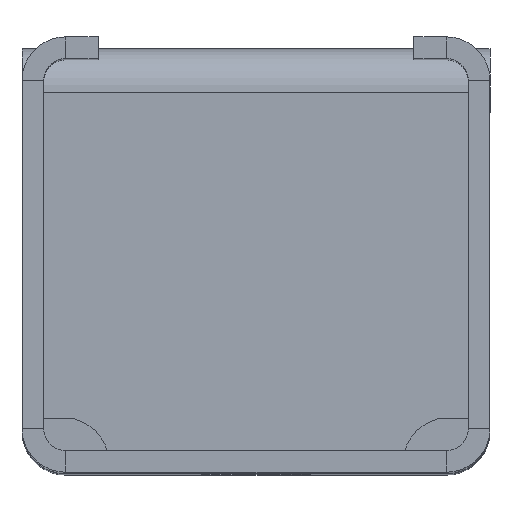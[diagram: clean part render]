
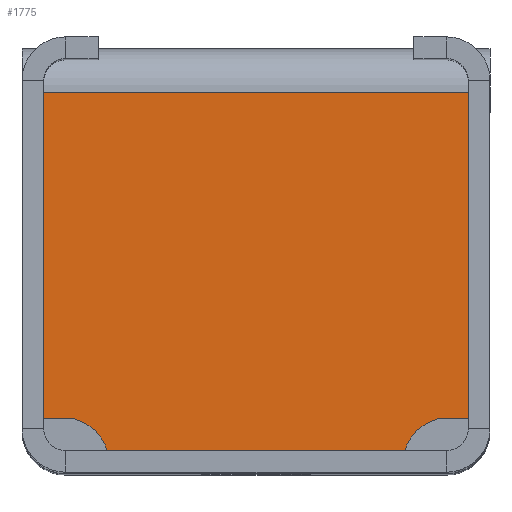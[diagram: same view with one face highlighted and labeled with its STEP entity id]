
A CAD part, top view. The second image highlights one B-rep face of the part: STEP entity #1775.
In plain terms, the highlighted planar face has unit normal (0, 0, 1).
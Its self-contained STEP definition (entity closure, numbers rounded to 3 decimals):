
#1283=CARTESIAN_POINT('',(-13.851,0.,-30.));
#1284=VERTEX_POINT('',#1283);
#1291=CARTESIAN_POINT('',(-13.5,0.544,-30.));
#1292=VERTEX_POINT('',#1291);
#1293=CARTESIAN_POINT('',(-14.174,0.594,-30.));
#1294=DIRECTION('',(0.0,0.0,-1.0));
#1295=DIRECTION('',(0.478,-0.878,0.0));
#1296=AXIS2_PLACEMENT_3D('',#1293,#1294,#1295);
#1297=CIRCLE('',#1296,0.676);
#1298=EDGE_CURVE('',#1292,#1284,#1297,.T.);
#1324=CARTESIAN_POINT('',(-16.692,5.,-30.));
#1325=VERTEX_POINT('',#1324);
#1326=CARTESIAN_POINT('',(-17.767,0.859,-30.));
#1327=DIRECTION('',(0.0,0.0,-1.0));
#1328=DIRECTION('',(0.997,-0.074,0.0));
#1329=AXIS2_PLACEMENT_3D('',#1326,#1327,#1328);
#1330=CIRCLE('',#1329,4.278);
#1331=EDGE_CURVE('',#1325,#1292,#1330,.T.);
#1356=CARTESIAN_POINT('',(-21.5,5.,-30.));
#1357=VERTEX_POINT('',#1356);
#1358=CARTESIAN_POINT('',(-21.5,5.,-30.));
#1359=DIRECTION('',(1.0,0.0,0.0));
#1360=VECTOR('',#1359,4.808);
#1361=LINE('',#1358,#1360);
#1362=EDGE_CURVE('',#1357,#1325,#1361,.T.);
#1389=CARTESIAN_POINT('',(13.5,0.544,-30.));
#1390=VERTEX_POINT('',#1389);
#1397=CARTESIAN_POINT('',(13.851,0.,-30.));
#1398=VERTEX_POINT('',#1397);
#1399=CARTESIAN_POINT('',(14.174,0.594,-30.));
#1400=DIRECTION('',(0.0,0.0,-1.0));
#1401=DIRECTION('',(-0.997,-0.074,0.0));
#1402=AXIS2_PLACEMENT_3D('',#1399,#1400,#1401);
#1403=CIRCLE('',#1402,0.676);
#1404=EDGE_CURVE('',#1398,#1390,#1403,.T.);
#1429=CARTESIAN_POINT('',(16.692,5.,-30.));
#1430=VERTEX_POINT('',#1429);
#1437=CARTESIAN_POINT('',(17.767,0.859,-30.));
#1438=DIRECTION('',(0.0,0.0,-1.0));
#1439=DIRECTION('',(-0.251,0.968,0.0));
#1440=AXIS2_PLACEMENT_3D('',#1437,#1438,#1439);
#1441=CIRCLE('',#1440,4.278);
#1442=EDGE_CURVE('',#1390,#1430,#1441,.T.);
#1461=CARTESIAN_POINT('',(21.5,5.,-30.));
#1462=VERTEX_POINT('',#1461);
#1469=CARTESIAN_POINT('',(16.692,5.0,-30.));
#1470=DIRECTION('',(1.0,0.0,0.0));
#1471=VECTOR('',#1470,4.808);
#1472=LINE('',#1469,#1471);
#1473=EDGE_CURVE('',#1430,#1462,#1472,.T.);
#1485=CARTESIAN_POINT('',(-21.5,35.,-30.0));
#1486=VERTEX_POINT('',#1485);
#1487=CARTESIAN_POINT('',(-21.5,5.,-30.0));
#1488=DIRECTION('',(0.0,1.0,0.0));
#1489=VECTOR('',#1488,30.);
#1490=LINE('',#1487,#1489);
#1491=EDGE_CURVE('',#1357,#1486,#1490,.T.);
#1741=CARTESIAN_POINT('',(0.,19.935,-30.));
#1742=DIRECTION('',(0.0,0.0,1.0));
#1743=DIRECTION('',(1.0,0.0,0.0));
#1744=AXIS2_PLACEMENT_3D('',#1741,#1742,#1743);
#1745=PLANE('',#1744);
#1746=ORIENTED_EDGE('',*,*,#1298,.T.);
#1747=CARTESIAN_POINT('',(13.851,0.,-30.0));
#1748=DIRECTION('',(-1.0,0.0,0.0));
#1749=VECTOR('',#1748,27.702);
#1750=LINE('',#1747,#1749);
#1751=EDGE_CURVE('',#1398,#1284,#1750,.T.);
#1752=ORIENTED_EDGE('',*,*,#1751,.F.);
#1753=ORIENTED_EDGE('',*,*,#1404,.T.);
#1754=ORIENTED_EDGE('',*,*,#1442,.T.);
#1755=ORIENTED_EDGE('',*,*,#1473,.T.);
#1756=CARTESIAN_POINT('',(21.5,35.,-30.0));
#1757=VERTEX_POINT('',#1756);
#1758=CARTESIAN_POINT('',(21.5,35.0,-30.0));
#1759=DIRECTION('',(0.0,-1.0,0.0));
#1760=VECTOR('',#1759,30.0);
#1761=LINE('',#1758,#1760);
#1762=EDGE_CURVE('',#1757,#1462,#1761,.T.);
#1763=ORIENTED_EDGE('',*,*,#1762,.F.);
#1764=CARTESIAN_POINT('',(21.5,35.0,-30.));
#1765=DIRECTION('',(-1.0,0.0,0.0));
#1766=VECTOR('',#1765,43.);
#1767=LINE('',#1764,#1766);
#1768=EDGE_CURVE('',#1757,#1486,#1767,.T.);
#1769=ORIENTED_EDGE('',*,*,#1768,.T.);
#1770=ORIENTED_EDGE('',*,*,#1491,.F.);
#1771=ORIENTED_EDGE('',*,*,#1362,.T.);
#1772=ORIENTED_EDGE('',*,*,#1331,.T.);
#1773=EDGE_LOOP('',(#1746,#1752,#1753,#1754,#1755,#1763,#1769,#1770,#1771,#1772));
#1774=FACE_OUTER_BOUND('',#1773,.T.);
#1775=ADVANCED_FACE('',(#1774),#1745,.T.);
